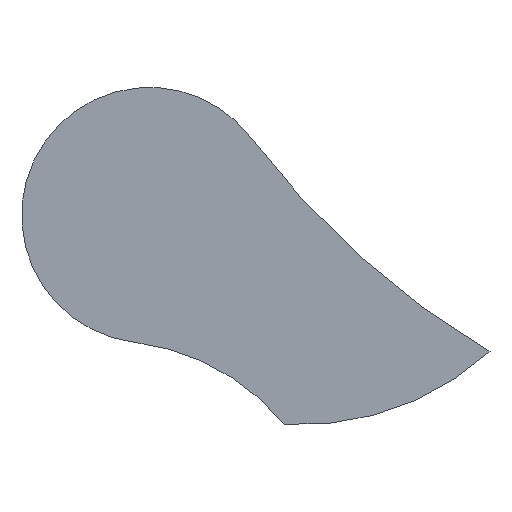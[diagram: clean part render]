
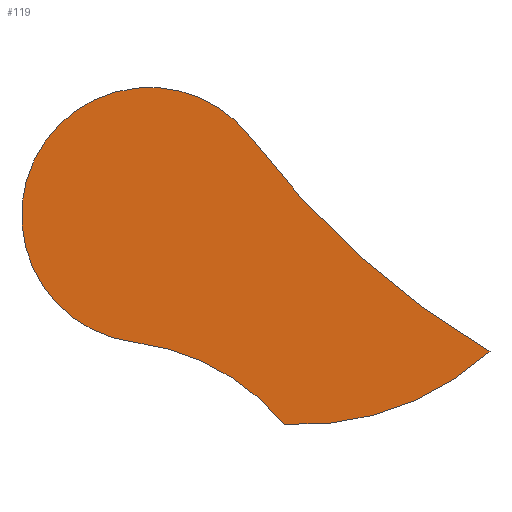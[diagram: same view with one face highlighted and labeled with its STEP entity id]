
A CAD part, front view. The second image highlights one B-rep face of the part: STEP entity #119.
In plain terms, the highlighted planar face has unit normal (0, -1, 0).
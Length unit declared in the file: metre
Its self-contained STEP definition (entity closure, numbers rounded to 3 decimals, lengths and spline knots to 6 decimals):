
#38=ORIENTED_EDGE('',*,*,#66,.T.);
#39=ORIENTED_EDGE('',*,*,#67,.T.);
#40=ORIENTED_EDGE('',*,*,#68,.T.);
#41=ORIENTED_EDGE('',*,*,#69,.T.);
#66=EDGE_CURVE('',#80,#81,#90,.T.);
#67=EDGE_CURVE('',#81,#82,#91,.T.);
#68=EDGE_CURVE('',#82,#83,#92,.T.);
#69=EDGE_CURVE('',#83,#80,#93,.T.);
#80=VERTEX_POINT('',#213);
#81=VERTEX_POINT('',#214);
#82=VERTEX_POINT('',#216);
#83=VERTEX_POINT('',#218);
#90=CIRCLE('',#146,0.0685);
#91=CIRCLE('',#147,0.125);
#92=CIRCLE('',#148,0.150687);
#93=CIRCLE('',#149,0.44);
#97=EDGE_LOOP('',(#38,#39,#40,#41));
#107=FACE_BOUND('',#97,.T.);
#116=PLANE('',#145);
#119=ADVANCED_FACE('',(#107),#116,.F.);
#145=AXIS2_PLACEMENT_3D('',#211,#171,#172);
#146=AXIS2_PLACEMENT_3D('',#212,#173,#174);
#147=AXIS2_PLACEMENT_3D('',#215,#175,#176);
#148=AXIS2_PLACEMENT_3D('',#217,#177,#178);
#149=AXIS2_PLACEMENT_3D('',#219,#179,#180);
#171=DIRECTION('',(0.,1.,0.));
#172=DIRECTION('',(1.,0.,0.));
#173=DIRECTION('',(0.,-1.,0.));
#174=DIRECTION('',(1.,0.,0.));
#175=DIRECTION('',(0.,1.,0.));
#176=DIRECTION('',(0.122,0.,0.993));
#177=DIRECTION('',(0.,-1.,0.));
#178=DIRECTION('',(0.673,0.,-0.74));
#179=DIRECTION('',(0.,1.,0.));
#180=DIRECTION('',(-0.509,0.,-0.861));
#211=CARTESIAN_POINT('',(-0.149887,-0.02,0.16));
#212=CARTESIAN_POINT('',(-0.149887,-0.02,0.16));
#213=CARTESIAN_POINT('',(-0.095154,-0.02,0.20119));
#214=CARTESIAN_POINT('',(-0.158247,-0.02,0.092012));
#215=CARTESIAN_POINT('',(-0.173502,-0.02,-0.032054));
#216=CARTESIAN_POINT('',(-0.0775,-0.02,0.048));
#217=CARTESIAN_POINT('',(-0.068925,-0.02,0.198442));
#218=CARTESIAN_POINT('',(0.0325,-0.02,0.087));
#219=CARTESIAN_POINT('',(0.256414,-0.02,0.465765));
